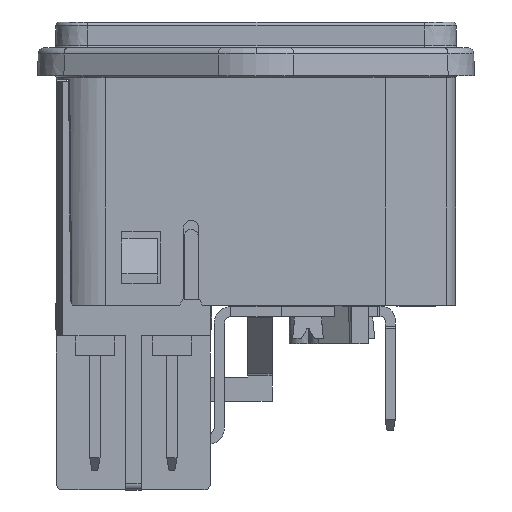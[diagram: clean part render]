
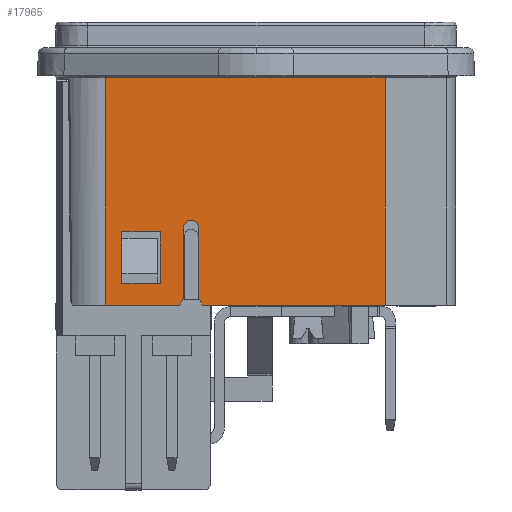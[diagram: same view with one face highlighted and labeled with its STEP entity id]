
A CAD part, left-side view. The second image highlights one B-rep face of the part: STEP entity #17965.
In plain terms, the highlighted planar face has unit normal (-1, 0, 0).
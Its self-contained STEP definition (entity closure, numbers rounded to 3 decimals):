
#16404 = EDGE_CURVE ( 'NONE', #20885, #9256, #9751, .T. ) ;
#32839 = ORIENTED_EDGE ( 'NONE', *, *, #31974, .T. ) ;
#33066 = LINE ( 'NONE', #33067, #33068 ) ;
#33067 = CARTESIAN_POINT ( 'NONE',  ( -13.5, 17.8, -12.15 ) ) ;
#33068 = VECTOR ( 'NONE', #33069, 1000. ) ;
#33069 = DIRECTION ( 'NONE',  ( 0., -1., 0. ) ) ;
#17267 = VERTEX_POINT ( 'NONE', #10397 ) ;
#17394 = EDGE_LOOP ( 'NONE', ( #16192, #15356, #35812, #34604 ) ) ;
#17595 = CARTESIAN_POINT ( 'NONE',  ( -13.5, 10.211, -17.85 ) ) ;
#34048 = EDGE_LOOP ( 'NONE', ( #32839, #30249, #29041, #27440, #7655, #6906, #6153, #5396, #4617, #3874 ) ) ;
#17794 = EDGE_CURVE ( 'NONE', #17267, #2974, #10960, .T. ) ;
#1464 = CARTESIAN_POINT ( 'NONE',  ( -13.5, 10.5, -17.35 ) ) ;
#17965 = ADVANCED_FACE ( 'NONE', ( #11038, #11039 ), #11040, .F. ) ;
#34525 = CARTESIAN_POINT ( 'NONE',  ( -13.5, 10.5, -11.85 ) ) ;
#34604 = ORIENTED_EDGE ( 'NONE', *, *, #27052, .T. ) ;
#34985 = VERTEX_POINT ( 'NONE', #35628 ) ;
#35266 = LINE ( 'NONE', #35267, #35268 ) ;
#35267 = CARTESIAN_POINT ( 'NONE',  ( -13.5, 10.5, -17.85 ) ) ;
#35268 = VECTOR ( 'NONE', #35292, 1000. ) ;
#35292 = DIRECTION ( 'NONE',  ( 0., 0., -1. ) ) ;
#19085 = CARTESIAN_POINT ( 'NONE',  ( -13.5, 17.8, -0.15 ) ) ;
#35514 = EDGE_CURVE ( 'NONE', #34985, #20885, #36534, .T. ) ;
#35628 = CARTESIAN_POINT ( 'NONE',  ( -13.5, 11.7, -17.35 ) ) ;
#19294 = EDGE_CURVE ( 'NONE', #29131, #11681, #12340, .T. ) ;
#2974 = VERTEX_POINT ( 'NONE', #19085 ) ;
#19365 = LINE ( 'NONE', #19366, #19367 ) ;
#19366 = CARTESIAN_POINT ( 'NONE',  ( -13.5, 10.211, -17.85 ) ) ;
#19367 = VECTOR ( 'NONE', #19368, 1000. ) ;
#19368 = DIRECTION ( 'NONE',  ( 0., -0.5, -0.866 ) ) ;
#3015 = CARTESIAN_POINT ( 'NONE',  ( -13.5, 16.497, -12.15 ) ) ;
#35812 = ORIENTED_EDGE ( 'NONE', *, *, #14548, .T. ) ;
#19596 = CARTESIAN_POINT ( 'NONE',  ( -13.5, 13.497, -12.15 ) ) ;
#3245 = VERTEX_POINT ( 'NONE', #19596 ) ;
#3320 = EDGE_CURVE ( 'NONE', #31452, #23730, #19825, .T. ) ;
#19825 = LINE ( 'NONE', #19851, #19852 ) ;
#19851 = CARTESIAN_POINT ( 'NONE',  ( -13.5, 17.8, -17.85 ) ) ;
#19852 = VECTOR ( 'NONE', #19853, 1000. ) ;
#19853 = DIRECTION ( 'NONE',  ( 0., 1., 0. ) ) ;
#36534 = LINE ( 'NONE', #36535, #36536 ) ;
#36535 = CARTESIAN_POINT ( 'NONE',  ( -13.5, 11.7, -17.85 ) ) ;
#36536 = VECTOR ( 'NONE', #36537, 1000. ) ;
#36537 = DIRECTION ( 'NONE',  ( 0., 0., 1. ) ) ;
#3874 = ORIENTED_EDGE ( 'NONE', *, *, #3320, .F. ) ;
#20885 = VERTEX_POINT ( 'NONE', #13793 ) ;
#37331 = LINE ( 'NONE', #37332, #37333 ) ;
#37332 = CARTESIAN_POINT ( 'NONE',  ( -13.5, 17.8, -17.85 ) ) ;
#37333 = VECTOR ( 'NONE', #37334, 1000. ) ;
#37334 = DIRECTION ( 'NONE',  ( 0., 0., 1. ) ) ;
#4617 = ORIENTED_EDGE ( 'NONE', *, *, #24247, .T. ) ;
#5396 = ORIENTED_EDGE ( 'NONE', *, *, #9577, .T. ) ;
#21949 = CARTESIAN_POINT ( 'NONE',  ( -13.5, 13.497, -16.15 ) ) ;
#6153 = ORIENTED_EDGE ( 'NONE', *, *, #16404, .T. ) ;
#6817 = CARTESIAN_POINT ( 'NONE',  ( -13.5, 17.8, -17.85 ) ) ;
#23231 = LINE ( 'NONE', #23232, #23233 ) ;
#23232 = CARTESIAN_POINT ( 'NONE',  ( -13.5, 17.8, -16.15 ) ) ;
#23233 = VECTOR ( 'NONE', #23234, 1000. ) ;
#23234 = DIRECTION ( 'NONE',  ( 0., 1., 0. ) ) ;
#6906 = ORIENTED_EDGE ( 'NONE', *, *, #35514, .T. ) ;
#7041 = VERTEX_POINT ( 'NONE', #28866 ) ;
#23730 = VERTEX_POINT ( 'NONE', #17595 ) ;
#7364 = LINE ( 'NONE', #7365, #7366 ) ;
#7365 = CARTESIAN_POINT ( 'NONE',  ( -13.5, 17.8, -17.85 ) ) ;
#7366 = VECTOR ( 'NONE', #7367, 1000. ) ;
#7367 = DIRECTION ( 'NONE',  ( 0., 1., 0. ) ) ;
#7376 = EDGE_CURVE ( 'NONE', #7041, #34985, #29783, .T. ) ;
#7655 = ORIENTED_EDGE ( 'NONE', *, *, #7376, .T. ) ;
#24247 = EDGE_CURVE ( 'NONE', #10872, #23730, #19365, .T. ) ;
#8140 = LINE ( 'NONE', #8141, #8142 ) ;
#8141 = CARTESIAN_POINT ( 'NONE',  ( -13.5, 13.497, -17.85 ) ) ;
#8142 = VECTOR ( 'NONE', #8143, 1000. ) ;
#8143 = DIRECTION ( 'NONE',  ( 0., 0., -1. ) ) ;
#8630 = EDGE_CURVE ( 'NONE', #11681, #3245, #33066, .T. ) ;
#9256 = VERTEX_POINT ( 'NONE', #34525 ) ;
#9577 = EDGE_CURVE ( 'NONE', #9256, #10872, #35266, .T. ) ;
#25980 = CARTESIAN_POINT ( 'NONE',  ( -13.5, 16.497, -16.15 ) ) ;
#9751 = CIRCLE ( 'NONE', #9752, 0.6 ) ;
#9752 = AXIS2_PLACEMENT_3D ( 'NONE', #9753, #9754, #9755 ) ;
#9753 = CARTESIAN_POINT ( 'NONE',  ( -13.5, 11.1, -11.85 ) ) ;
#9754 = DIRECTION ( 'NONE',  ( 1., 0., 0. ) ) ;
#9755 = DIRECTION ( 'NONE',  ( 0., 1., 0. ) ) ;
#26526 = VERTEX_POINT ( 'NONE', #21949 ) ;
#10199 = EDGE_CURVE ( 'NONE', #13729, #2974, #37331, .T. ) ;
#10397 = CARTESIAN_POINT ( 'NONE',  ( -13.5, -4., -0.15 ) ) ;
#27052 = EDGE_CURVE ( 'NONE', #26526, #29131, #23231, .T. ) ;
#10872 = VERTEX_POINT ( 'NONE', #1464 ) ;
#10960 = LINE ( 'NONE', #10961, #10962 ) ;
#10961 = CARTESIAN_POINT ( 'NONE',  ( -13.5, 17.8, -0.15 ) ) ;
#10962 = VECTOR ( 'NONE', #10963, 1000. ) ;
#10963 = DIRECTION ( 'NONE',  ( 0., 1., 0. ) ) ;
#11038 = FACE_BOUND ( 'NONE', #17394, .T. ) ;
#11039 = FACE_OUTER_BOUND ( 'NONE', #34048, .T. ) ;
#11040 = PLANE ( 'NONE',  #11041 ) ;
#11041 = AXIS2_PLACEMENT_3D ( 'NONE', #11042, #11043, #11044 ) ;
#11042 = CARTESIAN_POINT ( 'NONE',  ( -13.5, 17.8, -17.85 ) ) ;
#11043 = DIRECTION ( 'NONE',  ( 1., 0., 0. ) ) ;
#11044 = DIRECTION ( 'NONE',  ( 0., 1., 0. ) ) ;
#27440 = ORIENTED_EDGE ( 'NONE', *, *, #14253, .F. ) ;
#11681 = VERTEX_POINT ( 'NONE', #3015 ) ;
#12340 = LINE ( 'NONE', #12341, #12342 ) ;
#12341 = CARTESIAN_POINT ( 'NONE',  ( -13.5, 16.497, -17.85 ) ) ;
#12342 = VECTOR ( 'NONE', #12343, 1000. ) ;
#12343 = DIRECTION ( 'NONE',  ( 0., 0., 1. ) ) ;
#28866 = CARTESIAN_POINT ( 'NONE',  ( -13.5, 11.989, -17.85 ) ) ;
#29041 = ORIENTED_EDGE ( 'NONE', *, *, #10199, .F. ) ;
#29131 = VERTEX_POINT ( 'NONE', #25980 ) ;
#29783 = LINE ( 'NONE', #29784, #29785 ) ;
#29784 = CARTESIAN_POINT ( 'NONE',  ( -13.5, 11.7, -17.35 ) ) ;
#29785 = VECTOR ( 'NONE', #29786, 1000. ) ;
#29786 = DIRECTION ( 'NONE',  ( 0., -0.5, 0.866 ) ) ;
#30099 = CARTESIAN_POINT ( 'NONE',  ( -13.5, -4., -17.85 ) ) ;
#13729 = VERTEX_POINT ( 'NONE', #6817 ) ;
#13793 = CARTESIAN_POINT ( 'NONE',  ( -13.5, 11.7, -11.85 ) ) ;
#30249 = ORIENTED_EDGE ( 'NONE', *, *, #17794, .T. ) ;
#14253 = EDGE_CURVE ( 'NONE', #7041, #13729, #7364, .T. ) ;
#14548 = EDGE_CURVE ( 'NONE', #3245, #26526, #8140, .T. ) ;
#31050 = LINE ( 'NONE', #31051, #31052 ) ;
#31051 = CARTESIAN_POINT ( 'NONE',  ( -13.5, -4., -17.85 ) ) ;
#31052 = VECTOR ( 'NONE', #31053, 1000. ) ;
#31053 = DIRECTION ( 'NONE',  ( 0., 0., 1. ) ) ;
#31452 = VERTEX_POINT ( 'NONE', #30099 ) ;
#15356 = ORIENTED_EDGE ( 'NONE', *, *, #8630, .T. ) ;
#31974 = EDGE_CURVE ( 'NONE', #31452, #17267, #31050, .T. ) ;
#16192 = ORIENTED_EDGE ( 'NONE', *, *, #19294, .T. ) ;
